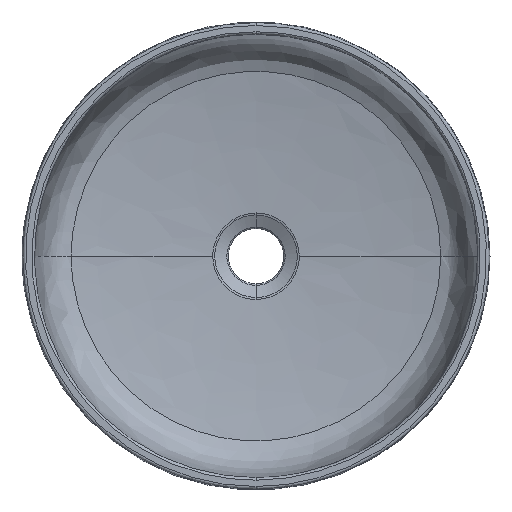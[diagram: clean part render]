
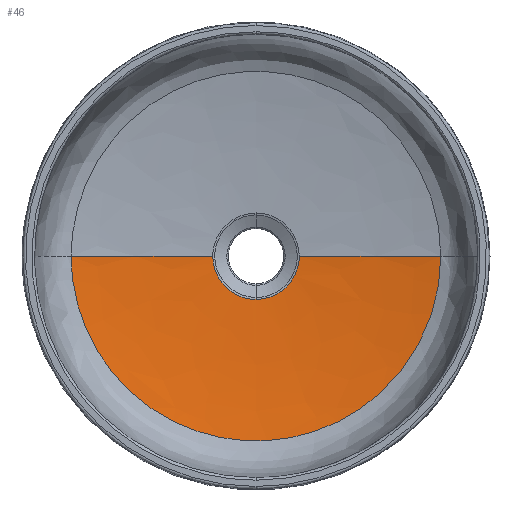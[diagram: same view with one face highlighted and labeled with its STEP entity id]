
A CAD part, top view. The second image highlights one B-rep face of the part: STEP entity #46.
In plain terms, the highlighted free-form (B-spline) face has degree [3, 3] with [4, 4] control points.
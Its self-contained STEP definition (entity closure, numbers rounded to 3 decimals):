
#46=ADVANCED_FACE('',(#72),#393,.T.);
#72=FACE_OUTER_BOUND('',#99,.T.);
#99=EDGE_LOOP('',(#193,#194,#195,#196,#197));
#193=ORIENTED_EDGE('',*,*,#247,.F.);
#194=ORIENTED_EDGE('',*,*,#278,.F.);
#195=ORIENTED_EDGE('',*,*,#233,.T.);
#196=ORIENTED_EDGE('',*,*,#275,.F.);
#197=ORIENTED_EDGE('',*,*,#232,.T.);
#232=EDGE_CURVE('',#342,#347,#282,.T.);
#233=EDGE_CURVE('',#349,#343,#283,.T.);
#247=EDGE_CURVE('',#359,#347,#309,.T.);
#275=EDGE_CURVE('',#342,#343,#333,.T.);
#278=EDGE_CURVE('',#349,#359,#336,.T.);
#282=B_SPLINE_CURVE_WITH_KNOTS('',3,(#2114,#2115,#2116,#2117),
 .UNSPECIFIED.,.F.,.F.,(4,4),(-113.218,0.),.UNSPECIFIED.);
#283=B_SPLINE_CURVE_WITH_KNOTS('',3,(#2118,#2119,#2120,#2121),
 .UNSPECIFIED.,.F.,.F.,(4,4),(-113.218,0.),.UNSPECIFIED.);
#309=(
BOUNDED_CURVE()
B_SPLINE_CURVE(2,(#2295,#2296,#2297),.UNSPECIFIED.,.F.,.F.)
B_SPLINE_CURVE_WITH_KNOTS((3,3),(0.,53.927),.UNSPECIFIED.)
CURVE()
GEOMETRIC_REPRESENTATION_ITEM()
RATIONAL_B_SPLINE_CURVE((1.,0.707,1.))
REPRESENTATION_ITEM('')
);
#333=(
BOUNDED_CURVE()
B_SPLINE_CURVE(2,(#2401,#2402,#2403,#2404,#2405),.UNSPECIFIED.,.F.,.F.)
B_SPLINE_CURVE_WITH_KNOTS((3,2,3),(-460.924,-230.462,
0.),.UNSPECIFIED.)
CURVE()
GEOMETRIC_REPRESENTATION_ITEM()
RATIONAL_B_SPLINE_CURVE((1.,0.707,1.,0.707,1.))
REPRESENTATION_ITEM('')
);
#336=(
BOUNDED_CURVE()
B_SPLINE_CURVE(2,(#2414,#2415,#2416),.UNSPECIFIED.,.F.,.F.)
B_SPLINE_CURVE_WITH_KNOTS((3,3),(0.,53.927),.UNSPECIFIED.)
CURVE()
GEOMETRIC_REPRESENTATION_ITEM()
RATIONAL_B_SPLINE_CURVE((1.,0.707,1.))
REPRESENTATION_ITEM('')
);
#342=VERTEX_POINT('',#2048);
#343=VERTEX_POINT('',#2049);
#347=VERTEX_POINT('',#2053);
#349=VERTEX_POINT('',#2055);
#359=VERTEX_POINT('',#2065);
#393=(
BOUNDED_SURFACE()
B_SPLINE_SURFACE(3,3,((#1772,#1773,#1774,#1775),(#1776,#1777,#1778,#1779),
(#1780,#1781,#1782,#1783),(#1784,#1785,#1786,#1787)),.UNSPECIFIED.,.F.,
 .F.,.F.)
B_SPLINE_SURFACE_WITH_KNOTS((4,4),(4,4),(0.,880.299),
(0.,251.677),.UNSPECIFIED.)
GEOMETRIC_REPRESENTATION_ITEM()
RATIONAL_B_SPLINE_SURFACE(((1.,1.,1.,1.),(0.333,0.333,
0.333,0.333),(0.333,0.333,
0.333,0.333),(1.,1.,1.,1.)))
REPRESENTATION_ITEM('')
SURFACE()
);
#1772=CARTESIAN_POINT('',(34.331,0.,13.594));
#1773=CARTESIAN_POINT('',(94.256,0.,16.639));
#1774=CARTESIAN_POINT('',(129.203,0.,22.34));
#1775=CARTESIAN_POINT('',(146.717,0.,25.559));
#1776=CARTESIAN_POINT('',(34.331,-68.661,13.594));
#1777=CARTESIAN_POINT('',(94.256,-188.511,16.639));
#1778=CARTESIAN_POINT('',(129.203,-258.406,22.34));
#1779=CARTESIAN_POINT('',(146.717,-293.433,25.559));
#1780=CARTESIAN_POINT('',(-34.331,-68.661,13.594));
#1781=CARTESIAN_POINT('',(-94.256,-188.511,16.639));
#1782=CARTESIAN_POINT('',(-129.203,-258.406,22.34));
#1783=CARTESIAN_POINT('',(-146.717,-293.433,25.559));
#1784=CARTESIAN_POINT('',(-34.331,0.,13.594));
#1785=CARTESIAN_POINT('',(-94.256,0.,16.639));
#1786=CARTESIAN_POINT('',(-129.203,0.,22.34));
#1787=CARTESIAN_POINT('',(-146.717,0.,25.559));
#2048=CARTESIAN_POINT('',(146.717,0.,25.559));
#2049=CARTESIAN_POINT('',(-146.717,0.,25.559));
#2053=CARTESIAN_POINT('',(34.331,0.,13.594));
#2055=CARTESIAN_POINT('',(-34.331,0.,13.594));
#2065=CARTESIAN_POINT('',(0.,-34.331,13.594));
#2114=CARTESIAN_POINT('',(146.717,0.,25.559));
#2115=CARTESIAN_POINT('',(129.203,0.,22.34));
#2116=CARTESIAN_POINT('',(94.256,0.,16.639));
#2117=CARTESIAN_POINT('',(34.331,0.,13.594));
#2118=CARTESIAN_POINT('',(-34.331,0.,13.594));
#2119=CARTESIAN_POINT('',(-94.256,0.,16.639));
#2120=CARTESIAN_POINT('',(-129.203,0.,22.34));
#2121=CARTESIAN_POINT('',(-146.717,0.,25.559));
#2295=CARTESIAN_POINT('',(0.,-34.331,13.594));
#2296=CARTESIAN_POINT('',(34.331,-34.331,13.594));
#2297=CARTESIAN_POINT('',(34.331,0.,13.594));
#2401=CARTESIAN_POINT('',(146.717,0.,25.559));
#2402=CARTESIAN_POINT('',(146.717,-146.717,25.559));
#2403=CARTESIAN_POINT('',(0.,-146.717,25.559));
#2404=CARTESIAN_POINT('',(-146.717,-146.717,25.559));
#2405=CARTESIAN_POINT('',(-146.717,0.,25.559));
#2414=CARTESIAN_POINT('',(-34.331,0.,13.594));
#2415=CARTESIAN_POINT('',(-34.331,-34.331,13.594));
#2416=CARTESIAN_POINT('',(0.,-34.331,13.594));
